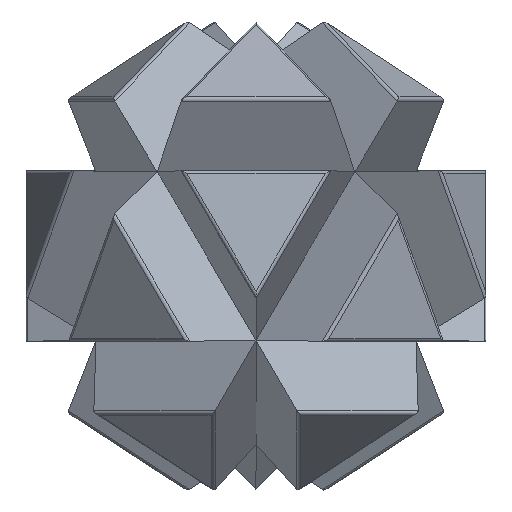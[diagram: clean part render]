
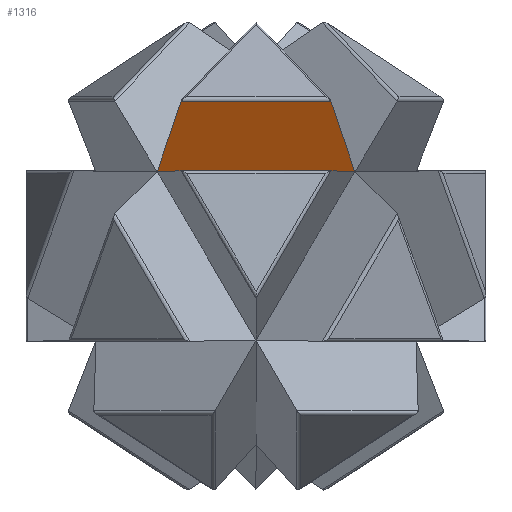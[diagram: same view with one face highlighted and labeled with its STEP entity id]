
A CAD part, front view. The second image highlights one B-rep face of the part: STEP entity #1316.
In plain terms, the highlighted planar face has unit normal (0, -0.888, -0.46).
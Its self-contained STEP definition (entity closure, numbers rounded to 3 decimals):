
#104 = AXIS2_PLACEMENT_3D ( 'NONE', #3084, #5399, #14316 ) ;
#288 = VECTOR ( 'NONE', #11086, 1000. ) ;
#326 = EDGE_CURVE ( 'NONE', #7545, #1132, #6713, .T. ) ;
#328 = ORIENTED_EDGE ( 'NONE', *, *, #9916, .T. ) ;
#481 = VECTOR ( 'NONE', #4571, 1000. ) ;
#1132 = VERTEX_POINT ( 'NONE', #6751 ) ;
#1226 = DIRECTION ( 'NONE',  ( -0.288, 0.44, -0.85 ) ) ;
#1316 = ADVANCED_FACE ( 'NONE', ( #13918 ), #9855, .T. ) ;
#1513 = VERTEX_POINT ( 'NONE', #3814 ) ;
#2201 = CARTESIAN_POINT ( 'NONE',  ( -14.621, -20.176, 0.1 ) ) ;
#3084 = CARTESIAN_POINT ( 'NONE',  ( -14.621, -20.125, 0. ) ) ;
#3352 = CARTESIAN_POINT ( 'NONE',  ( -14.621, -20.125, 0. ) ) ;
#3814 = CARTESIAN_POINT ( 'NONE',  ( -11.083, -25.535, 10.448 ) ) ;
#4571 = DIRECTION ( 'NONE',  ( 0.288, 0.44, -0.85 ) ) ;
#5399 = DIRECTION ( 'NONE',  ( 0., -0.888, -0.46 ) ) ;
#6026 = CARTESIAN_POINT ( 'NONE',  ( 14.621, -20.125, 0. ) ) ;
#6713 = LINE ( 'NONE', #2201, #11554 ) ;
#6749 = EDGE_CURVE ( 'NONE', #7377, #1132, #12594, .T. ) ;
#6751 = CARTESIAN_POINT ( 'NONE',  ( 14.588, -20.176, 0.1 ) ) ;
#6767 = LINE ( 'NONE', #8809, #288 ) ;
#7377 = VERTEX_POINT ( 'NONE', #11899 ) ;
#7545 = VERTEX_POINT ( 'NONE', #10070 ) ;
#7837 = ORIENTED_EDGE ( 'NONE', *, *, #8006, .T. ) ;
#8006 = EDGE_CURVE ( 'NONE', #1513, #7545, #14431, .T. ) ;
#8619 = VECTOR ( 'NONE', #1226, 1000. ) ;
#8809 = CARTESIAN_POINT ( 'NONE',  ( -10.956, -25.535, 10.448 ) ) ;
#9743 = EDGE_LOOP ( 'NONE', ( #10863, #13810, #328, #7837 ) ) ;
#9855 = PLANE ( 'NONE',  #104 ) ;
#9916 = EDGE_CURVE ( 'NONE', #7377, #1513, #6767, .T. ) ;
#10070 = CARTESIAN_POINT ( 'NONE',  ( -14.588, -20.176, 0.1 ) ) ;
#10863 = ORIENTED_EDGE ( 'NONE', *, *, #326, .T. ) ;
#11086 = DIRECTION ( 'NONE',  ( -1., 0., 0. ) ) ;
#11554 = VECTOR ( 'NONE', #12125, 1000. ) ;
#11899 = CARTESIAN_POINT ( 'NONE',  ( 11.083, -25.535, 10.448 ) ) ;
#12125 = DIRECTION ( 'NONE',  ( 1., 0., 0. ) ) ;
#12594 = LINE ( 'NONE', #6026, #481 ) ;
#13810 = ORIENTED_EDGE ( 'NONE', *, *, #6749, .F. ) ;
#13918 = FACE_OUTER_BOUND ( 'NONE', #9743, .T. ) ;
#14316 = DIRECTION ( 'NONE',  ( 0., 0.46, -0.888 ) ) ;
#14431 = LINE ( 'NONE', #3352, #8619 ) ;
